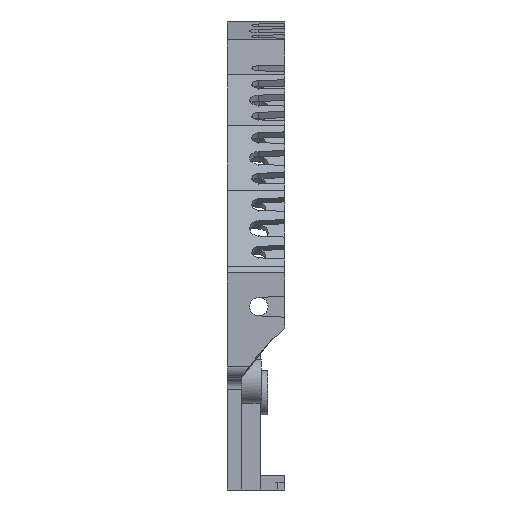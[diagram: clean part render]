
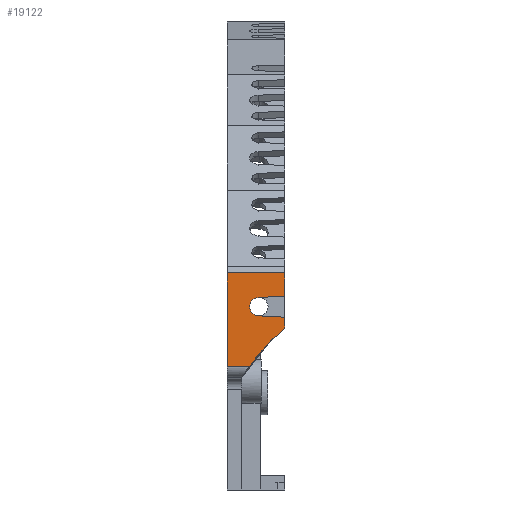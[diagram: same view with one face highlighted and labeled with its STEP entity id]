
A CAD part, left-side view. The second image highlights one B-rep face of the part: STEP entity #19122.
In plain terms, the highlighted planar face has unit normal (-1, 0, 0).
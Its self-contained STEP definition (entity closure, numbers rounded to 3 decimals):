
#500 = LINE ( 'NONE', #13233, #21898 ) ;
#1637 = ORIENTED_EDGE ( 'NONE', *, *, #16954, .F. ) ;
#3306 = LINE ( 'NONE', #27264, #7047 ) ;
#3714 = CARTESIAN_POINT ( 'NONE',  ( -72.73, 2.5, 37.873 ) ) ;
#4135 = VERTEX_POINT ( 'NONE', #24851 ) ;
#4721 = VERTEX_POINT ( 'NONE', #12585 ) ;
#6303 = DIRECTION ( 'NONE',  ( 0., -0.999, 0.052 ) ) ;
#6436 = VERTEX_POINT ( 'NONE', #19522 ) ;
#6747 = DIRECTION ( 'NONE',  ( 0., 0., 1. ) ) ;
#6941 = LINE ( 'NONE', #23054, #20905 ) ;
#7047 = VECTOR ( 'NONE', #6303, 1000. ) ;
#7363 = CARTESIAN_POINT ( 'NONE',  ( -72.73, -1.597, 30.471 ) ) ;
#8336 = ORIENTED_EDGE ( 'NONE', *, *, #17704, .T. ) ;
#9668 = AXIS2_PLACEMENT_3D ( 'NONE', #25953, #38076, #17350 ) ;
#9716 = PLANE ( 'NONE',  #25342 ) ;
#10337 = VECTOR ( 'NONE', #15060, 1000. ) ;
#11122 = VECTOR ( 'NONE', #27813, 1000. ) ;
#11574 = LINE ( 'NONE', #3714, #11122 ) ;
#12585 = CARTESIAN_POINT ( 'NONE',  ( -72.73, 2.5, 21.6 ) ) ;
#13217 = DIRECTION ( 'NONE',  ( 0., 0.999, 0.052 ) ) ;
#13233 = CARTESIAN_POINT ( 'NONE',  ( -72.73, -7.5, 19.6 ) ) ;
#13622 = VERTEX_POINT ( 'NONE', #20370 ) ;
#13683 = CARTESIAN_POINT ( 'NONE',  ( -72.73, -1.343, 21.6 ) ) ;
#14674 = CARTESIAN_POINT ( 'NONE',  ( -72.73, -2.916, 30.402 ) ) ;
#14799 = ORIENTED_EDGE ( 'NONE', *, *, #37681, .T. ) ;
#14920 = LINE ( 'NONE', #7363, #31682 ) ;
#15060 = DIRECTION ( 'NONE',  ( 0., 0., -1. ) ) ;
#16954 = EDGE_CURVE ( 'NONE', #31881, #18951, #500, .T. ) ;
#16975 = CARTESIAN_POINT ( 'NONE',  ( -72.73, -7.5, 37.873 ) ) ;
#17350 = DIRECTION ( 'NONE',  ( 0., 0., 1. ) ) ;
#17704 = EDGE_CURVE ( 'NONE', #4721, #29667, #6941, .T. ) ;
#17918 = EDGE_CURVE ( 'NONE', #4721, #38077, #33486, .T. ) ;
#18472 = EDGE_CURVE ( 'NONE', #38077, #31881, #11574, .T. ) ;
#18632 = ORIENTED_EDGE ( 'NONE', *, *, #21474, .F. ) ;
#18882 = EDGE_LOOP ( 'NONE', ( #27180, #22855, #14799, #1637, #34192, #27714, #8336, #18632, #35543 ) ) ;
#18951 = VERTEX_POINT ( 'NONE', #23656 ) ;
#19122 = ADVANCED_FACE ( 'NONE', ( #37610 ), #9716, .F. ) ;
#19522 = CARTESIAN_POINT ( 'NONE',  ( -72.73, -7.5, 30.162 ) ) ;
#20370 = CARTESIAN_POINT ( 'NONE',  ( -72.73, -7.5, 28.248 ) ) ;
#20905 = VECTOR ( 'NONE', #29440, 1000. ) ;
#21139 = CARTESIAN_POINT ( 'NONE',  ( -72.73, -31.28, 0.05 ) ) ;
#21474 = EDGE_CURVE ( 'NONE', #13622, #29667, #24384, .T. ) ;
#21527 = CARTESIAN_POINT ( 'NONE',  ( -72.73, 2.5, 0. ) ) ;
#21898 = VECTOR ( 'NONE', #34046, 1000. ) ;
#22855 = ORIENTED_EDGE ( 'NONE', *, *, #22917, .F. ) ;
#22917 = EDGE_CURVE ( 'NONE', #4135, #30150, #26209, .T. ) ;
#23054 = CARTESIAN_POINT ( 'NONE',  ( -72.73, 2.5, 21.6 ) ) ;
#23656 = CARTESIAN_POINT ( 'NONE',  ( -72.73, -7.5, 33.838 ) ) ;
#23671 = CARTESIAN_POINT ( 'NONE',  ( -72.73, 2.5, 37.873 ) ) ;
#24384 = CIRCLE ( 'NONE', #26629, 36.887 ) ;
#24421 = DIRECTION ( 'NONE',  ( 0., 0., -1. ) ) ;
#24430 = CARTESIAN_POINT ( 'NONE',  ( -72.73, -7.5, 19.6 ) ) ;
#24610 = CARTESIAN_POINT ( 'NONE',  ( -72.73, 2.5, 0. ) ) ;
#24851 = CARTESIAN_POINT ( 'NONE',  ( -72.73, -2.916, 33.598 ) ) ;
#25342 = AXIS2_PLACEMENT_3D ( 'NONE', #21527, #30537, #24421 ) ;
#25953 = CARTESIAN_POINT ( 'NONE',  ( -72.73, -3., 32. ) ) ;
#26209 = CIRCLE ( 'NONE', #9668, 1.6 ) ;
#26629 = AXIS2_PLACEMENT_3D ( 'NONE', #21139, #30532, #31046 ) ;
#26723 = EDGE_CURVE ( 'NONE', #6436, #13622, #35463, .T. ) ;
#27180 = ORIENTED_EDGE ( 'NONE', *, *, #27335, .T. ) ;
#27264 = CARTESIAN_POINT ( 'NONE',  ( -72.73, 1.748, 33.353 ) ) ;
#27335 = EDGE_CURVE ( 'NONE', #6436, #30150, #14920, .T. ) ;
#27714 = ORIENTED_EDGE ( 'NONE', *, *, #17918, .F. ) ;
#27813 = DIRECTION ( 'NONE',  ( 0., -1., 0. ) ) ;
#27911 = VECTOR ( 'NONE', #6747, 1000. ) ;
#29440 = DIRECTION ( 'NONE',  ( 0., -1., 0. ) ) ;
#29667 = VERTEX_POINT ( 'NONE', #13683 ) ;
#30150 = VERTEX_POINT ( 'NONE', #14674 ) ;
#30532 = DIRECTION ( 'NONE',  ( -1., 0., 0. ) ) ;
#30537 = DIRECTION ( 'NONE',  ( 1., 0., 0. ) ) ;
#31046 = DIRECTION ( 'NONE',  ( 0., 0., 1. ) ) ;
#31682 = VECTOR ( 'NONE', #13217, 1000. ) ;
#31881 = VERTEX_POINT ( 'NONE', #16975 ) ;
#33486 = LINE ( 'NONE', #24610, #27911 ) ;
#34046 = DIRECTION ( 'NONE',  ( 0., 0., -1. ) ) ;
#34192 = ORIENTED_EDGE ( 'NONE', *, *, #18472, .F. ) ;
#35463 = LINE ( 'NONE', #24430, #10337 ) ;
#35543 = ORIENTED_EDGE ( 'NONE', *, *, #26723, .F. ) ;
#37610 = FACE_OUTER_BOUND ( 'NONE', #18882, .T. ) ;
#37681 = EDGE_CURVE ( 'NONE', #4135, #18951, #3306, .T. ) ;
#38076 = DIRECTION ( 'NONE',  ( -1., 0., 0. ) ) ;
#38077 = VERTEX_POINT ( 'NONE', #23671 ) ;
